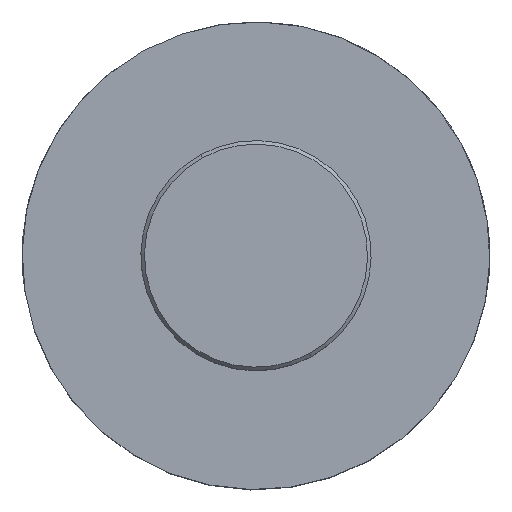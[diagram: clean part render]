
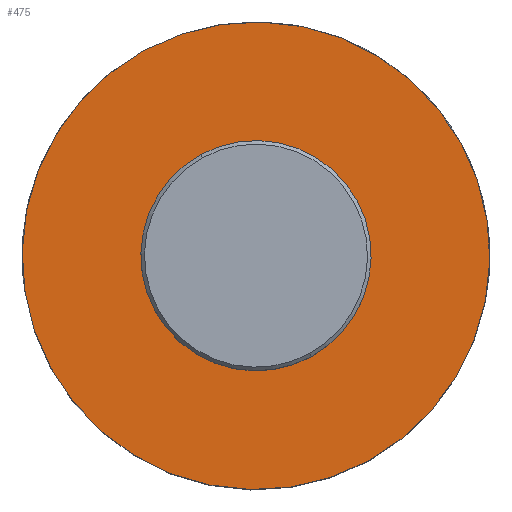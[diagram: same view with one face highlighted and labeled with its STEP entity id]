
A CAD part, top view. The second image highlights one B-rep face of the part: STEP entity #475.
In plain terms, the highlighted planar face has unit normal (0, 0, 1).
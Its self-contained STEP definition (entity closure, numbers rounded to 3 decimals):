
#414=CARTESIAN_POINT('Vertex',(1.534,-2.808,0.)) ;
#417=CARTESIAN_POINT('Axis2P3D Location',(0.,0.,0.)) ;
#421=CARTESIAN_POINT('Vertex',(-1.534,2.808,0.)) ;
#436=CARTESIAN_POINT('Axis2P3D Location',(0.,0.,0.)) ;
#448=CARTESIAN_POINT('Axis2P3D Location',(0.,3.2,0.)) ;
#453=CARTESIAN_POINT('Axis2P3D Location',(0.,0.,0.)) ;
#457=CARTESIAN_POINT('Vertex',(3.116,-5.704,0.)) ;
#459=CARTESIAN_POINT('Vertex',(-3.116,5.704,0.)) ;
#462=CARTESIAN_POINT('Axis2P3D Location',(0.,0.,0.)) ;
#418=DIRECTION('Axis2P3D Direction',(0.,0.,1.)) ;
#437=DIRECTION('Axis2P3D Direction',(0.,0.,1.)) ;
#449=DIRECTION('Axis2P3D Direction',(0.,0.,1.)) ;
#450=DIRECTION('Axis2P3D XDirection',(1.,0.,0.)) ;
#454=DIRECTION('Axis2P3D Direction',(0.,0.,1.)) ;
#463=DIRECTION('Axis2P3D Direction',(0.,0.,1.)) ;
#419=AXIS2_PLACEMENT_3D('Circle Axis2P3D',#417,#418,$) ;
#438=AXIS2_PLACEMENT_3D('Circle Axis2P3D',#436,#437,$) ;
#451=AXIS2_PLACEMENT_3D('Plane Axis2P3D',#448,#449,#450) ;
#455=AXIS2_PLACEMENT_3D('Circle Axis2P3D',#453,#454,$) ;
#464=AXIS2_PLACEMENT_3D('Circle Axis2P3D',#462,#463,$) ;
#468=ORIENTED_EDGE('',*,*,#461,.T.) ;
#469=ORIENTED_EDGE('',*,*,#466,.T.) ;
#472=ORIENTED_EDGE('',*,*,#440,.F.) ;
#473=ORIENTED_EDGE('',*,*,#423,.F.) ;
#474=FACE_BOUND('',#471,.T.) ;
#475=ADVANCED_FACE('Corps principal',(#470,#474),#452,.T.) ;
#420=CIRCLE('generated circle',#419,3.2) ;
#439=CIRCLE('generated circle',#438,3.2) ;
#456=CIRCLE('generated circle',#455,6.5) ;
#465=CIRCLE('generated circle',#464,6.5) ;
#423=EDGE_CURVE('',#415,#422,#420,.T.) ;
#440=EDGE_CURVE('',#422,#415,#439,.T.) ;
#461=EDGE_CURVE('',#458,#460,#456,.T.) ;
#466=EDGE_CURVE('',#460,#458,#465,.T.) ;
#467=EDGE_LOOP('',(#468,#469)) ;
#471=EDGE_LOOP('',(#472,#473)) ;
#470=FACE_OUTER_BOUND('',#467,.T.) ;
#452=PLANE('',#451) ;
#415=VERTEX_POINT('',#414) ;
#422=VERTEX_POINT('',#421) ;
#458=VERTEX_POINT('',#457) ;
#460=VERTEX_POINT('',#459) ;
